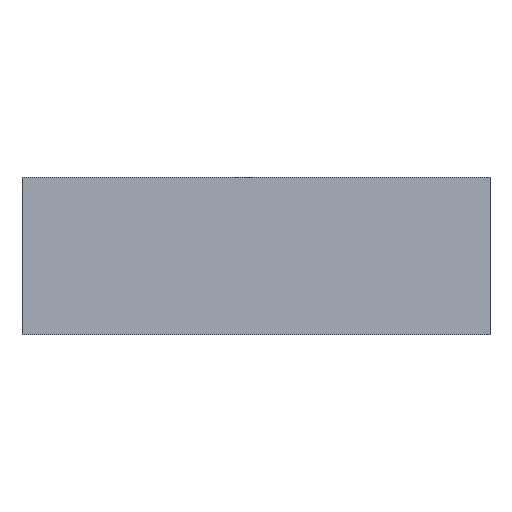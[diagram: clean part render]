
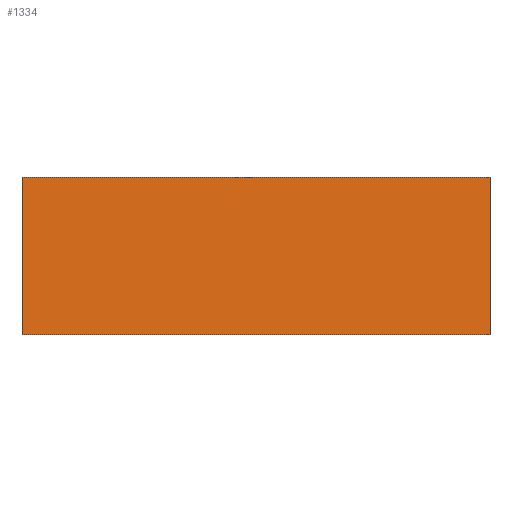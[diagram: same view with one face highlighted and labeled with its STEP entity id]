
A CAD part, left-side view. The second image highlights one B-rep face of the part: STEP entity #1334.
In plain terms, the highlighted planar face has unit normal (-0.995, -0.102, 0).
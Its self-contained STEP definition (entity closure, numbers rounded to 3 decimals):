
#35=PLANE('',#1439);
#115=FACE_OUTER_BOUND('',#190,.T.);
#190=EDGE_LOOP('',(#1179,#1180,#1181,#1182));
#385=LINE('',#6206,#458);
#386=LINE('',#6208,#459);
#387=LINE('',#6210,#460);
#388=LINE('',#6211,#461);
#458=VECTOR('',#1652,10.);
#459=VECTOR('',#1653,10.);
#460=VECTOR('',#1654,10.);
#461=VECTOR('',#1655,10.);
#602=VERTEX_POINT('',#6204);
#603=VERTEX_POINT('',#6205);
#604=VERTEX_POINT('',#6207);
#605=VERTEX_POINT('',#6209);
#797=EDGE_CURVE('',#602,#603,#385,.T.);
#798=EDGE_CURVE('',#603,#604,#386,.T.);
#799=EDGE_CURVE('',#605,#604,#387,.T.);
#800=EDGE_CURVE('',#602,#605,#388,.T.);
#1179=ORIENTED_EDGE('',*,*,#797,.T.);
#1180=ORIENTED_EDGE('',*,*,#798,.T.);
#1181=ORIENTED_EDGE('',*,*,#799,.F.);
#1182=ORIENTED_EDGE('',*,*,#800,.F.);
#1334=ADVANCED_FACE('',(#115),#35,.T.);
#1439=AXIS2_PLACEMENT_3D('',#6203,#1650,#1651);
#1650=DIRECTION('center_axis',(-0.995,-0.102,0.));
#1651=DIRECTION('ref_axis',(0.102,-0.995,0.));
#1652=DIRECTION('',(0.102,-0.995,0.));
#1653=DIRECTION('',(0.,0.,1.));
#1654=DIRECTION('',(0.102,-0.995,0.));
#1655=DIRECTION('',(0.,0.,1.));
#6203=CARTESIAN_POINT('Origin',(-10.,40.,0.));
#6204=CARTESIAN_POINT('',(-10.,40.,0.));
#6205=CARTESIAN_POINT('',(-5.411,-4.613,0.));
#6206=CARTESIAN_POINT('',(-10.,40.,0.));
#6207=CARTESIAN_POINT('',(-5.411,-4.613,15.));
#6208=CARTESIAN_POINT('',(-5.411,-4.613,0.));
#6209=CARTESIAN_POINT('',(-10.,40.,15.));
#6210=CARTESIAN_POINT('',(-10.,40.,15.));
#6211=CARTESIAN_POINT('',(-10.,40.,0.));
